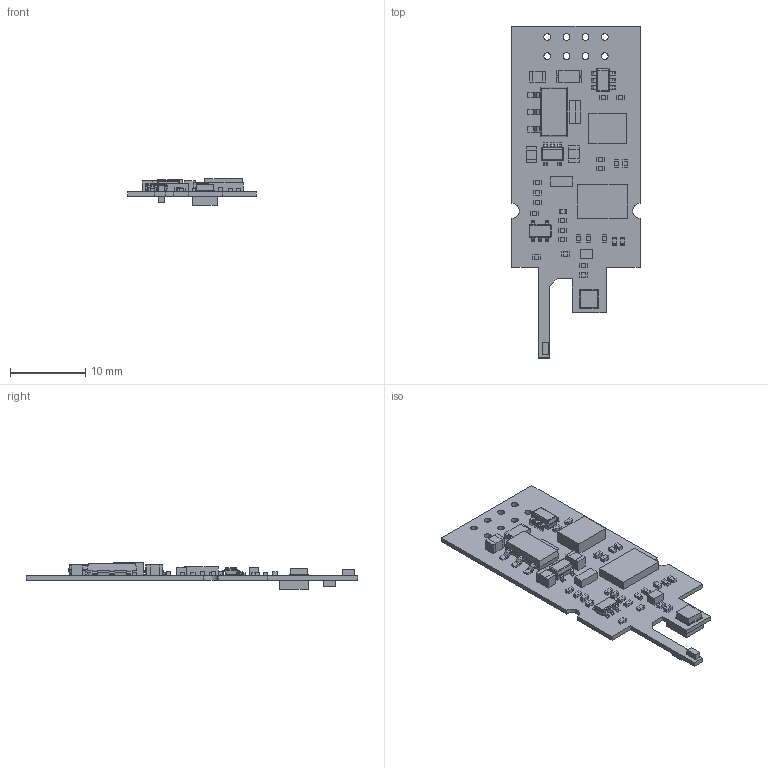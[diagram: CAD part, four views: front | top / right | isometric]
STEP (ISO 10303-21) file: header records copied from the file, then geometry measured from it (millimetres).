
FILE_DESCRIPTION(('Open CASCADE Model'),'2;1');
FILE_NAME('Open CASCADE Shape Model','2020-04-14T11:39:21',('Author'),( 'Open CASCADE'),'Open CASCADE STEP processor 6.8','Open CASCADE 6.8' ,'Unknown');
FILE_SCHEMA(('AUTOMOTIVE_DESIGN { 1 0 10303 214 1 1 1 1 }'));
Length unit declared in the file: millimetre
Products named in the file (96): PCB; Board; Open CASCADE STEP translator 6.8 3.1.1; Open CASCADE STEP translator 6.8 3.1.1.1; D2; 6412857600; Body; Open_CASCADE_STEP_translator_6.8_1.1.1; Leader; C11; 6416623840; Extruded; 6416623440; F1; Fuse_1206_v1; RT1; 6416624240; R16; 6416622960; 6416622560; C10; 6416620720; R15; R14; 6416620000; D1; 6416621600; C9; C8; U7; 6416214080; U5; 6412846800; C7; 6416617120; 6416616720; U6; SOT-223; C6; C5 ...
Assembly tree (175 placements, depth 5):
  PCB
    Board
      Open CASCADE STEP translator 6.8 3.1.1
        Open CASCADE STEP translator 6.8 3.1.1.1
    D2
      6412857600
        Body
          Open_CASCADE_STEP_translator_6.8_1.1.1
        Leader  x6
    C11
      6416623840  x2
        Extruded
      6416623440
        Extruded
    F1
      Fuse_1206_v1
    RT1
      6416624240
        Extruded
    R16
      6416622960
        Extruded
      6416622560  x2
        Extruded
    C10
      6416620720  x2
        Extruded
      6416623440
        Extruded
    R15
      6416622960
        Extruded
      6416622560  x2
        Extruded
    R14
      6416622960
        Extruded
      6416620000  x2
        Extruded
    D1
      6416621600
        Extruded
    C9
      6416623840  x2
        Extruded
      6416623440
        Extruded
    C8
      6416623840  x2
        Extruded
      6416623440
        Extruded
    U7
      6416214080
        Extruded
    U5
      6412846800
        Body
          Open_CASCADE_STEP_translator_6.8_1.1.1
        Leader  x5
Bounding box: 17 x 44 x 3.55 mm (x, y, z)
Volume: 527.2 mm3; surface area: 1892.1 mm2
Topology: 109 solids, 109 shells, 1101 faces, 2333 edges, 1434 vertices
Faces by surface type: plane 893, cylinder 168, sphere 24, bspline 16
Full cylindrical faces by diameter (mm): 0.9 x8
Entity records: 16024 total; most frequent: CARTESIAN_POINT 3796, DIRECTION 2247, ORIENTED_EDGE 1946, EDGE_CURVE 973, AXIS2_PLACEMENT_3D 757, LINE 733, VECTOR 733, VERTEX_POINT 586
